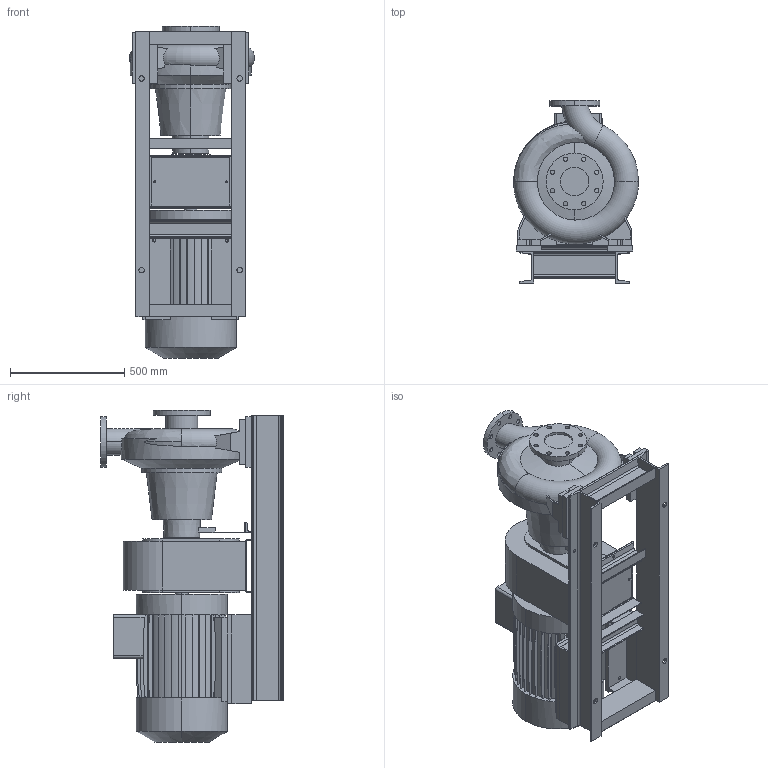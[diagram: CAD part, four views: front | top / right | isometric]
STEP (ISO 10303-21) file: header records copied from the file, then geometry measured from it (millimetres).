
FILE_DESCRIPTION (( 'STEP AP203' ), '1' );
FILE_NAME ('10018148swa00.step', '2023-07-07T12:07:11', ( '' ), ( '' ), 'SwSTEP 2.0', 'SolidWorks 2020', '' );
FILE_SCHEMA (( 'CONFIG_CONTROL_DESIGN' ));
Length unit declared in the file: millimetre
Products named in the file (5): 10017783swp00_100-400; 10018148swa00; 90.328.08swp02_LAVORATO<A macchina>; 10018097swp00_MCG 25 N4 100-400 200; 10018072swp00_200L 4-6
Assembly tree (4 placements, depth 2):
  10018148swa00
    10017783swp00_100-400
    10018097swp00_MCG 25 N4 100-400 200
    10018072swp00_200L 4-6
    90.328.08swp02_LAVORATO<A macchina>
Bounding box: 547.94 x 800 x 1455 mm (x, y, z)
Volume: 182892198.3 mm3; surface area: 6481079.4 mm2
Topology: 20 solids, 20 shells, 679 faces, 1860 edges, 1235 vertices
Faces by surface type: plane 471, cylinder 188, cone 11, torus 7, bspline 2
Entity records: 23783 total; most frequent: CARTESIAN_POINT 5659, ORIENTED_EDGE 3720, DIRECTION 3553, EDGE_CURVE 1860, VECTOR 1391, LINE 1391, VERTEX_POINT 1235, AXIS2_PLACEMENT_3D 1081
